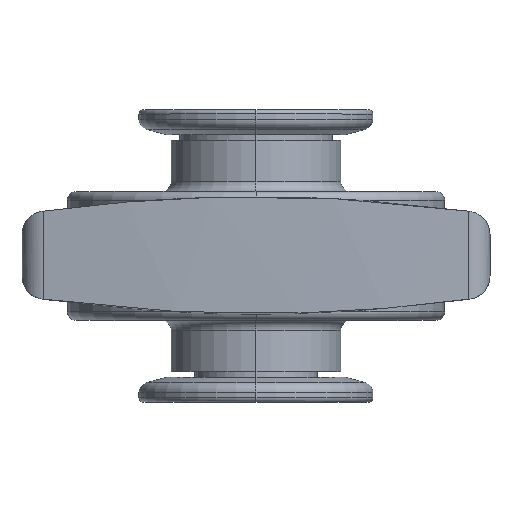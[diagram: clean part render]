
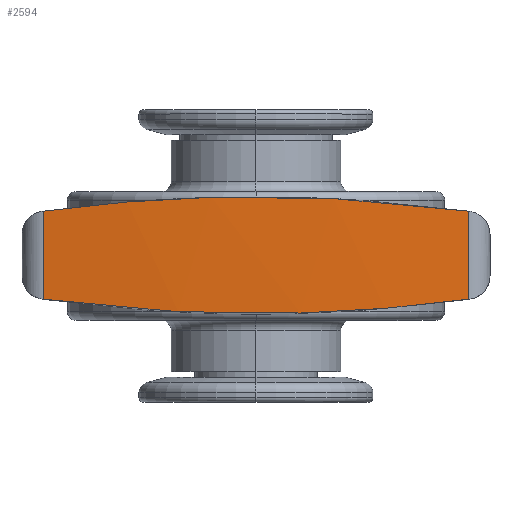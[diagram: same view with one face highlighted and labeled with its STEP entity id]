
A CAD part, top view. The second image highlights one B-rep face of the part: STEP entity #2594.
In plain terms, the highlighted cylindrical face has radius 401 mm (diameter 802 mm), a partial arc.
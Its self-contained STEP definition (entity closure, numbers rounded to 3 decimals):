
#61 = CARTESIAN_POINT ( 'NONE',  ( 51.552, 16.269, 144.818 ) ) ;
#107 = DIRECTION ( 'NONE',  ( 0., 0., -1. ) ) ;
#128 = DIRECTION ( 'NONE',  ( 0., 1., 0. ) ) ;
#170 = CARTESIAN_POINT ( 'NONE',  ( -9.093, -0.222, 145.78 ) ) ;
#177 = CARTESIAN_POINT ( 'NONE',  ( 9.129, -1.255, 146.47 ) ) ;
#204 = CARTESIAN_POINT ( 'NONE',  ( -15.193, 0.404, 145.362 ) ) ;
#422 = CARTESIAN_POINT ( 'NONE',  ( 51.552, 1.222, 144.818 ) ) ;
#447 = AXIS2_PLACEMENT_3D ( 'NONE', #2958, #128, #107 ) ;
#529 = CARTESIAN_POINT ( 'NONE',  ( -9.093, 17.712, 145.78 ) ) ;
#531 = ORIENTED_EDGE ( 'NONE', *, *, #2519, .T. ) ;
#545 = CARTESIAN_POINT ( 'NONE',  ( -21.173, 1.222, 144.818 ) ) ;
#658 = EDGE_CURVE ( 'NONE', #2990, #2545, #930, .T. ) ;
#884 = CARTESIAN_POINT ( 'NONE',  ( 2.987, -1.045, 146.33 ) ) ;
#930 = LINE ( 'NONE', #1953, #2105 ) ;
#990 = CARTESIAN_POINT ( 'NONE',  ( 45.572, 17.087, 145.362 ) ) ;
#998 = VECTOR ( 'NONE', #2881, 1000. ) ;
#1132 = CARTESIAN_POINT ( 'NONE',  ( 27.391, -1.045, 146.33 ) ) ;
#1241 = DIRECTION ( 'NONE',  ( 0., 1., 0. ) ) ;
#1248 = CARTESIAN_POINT ( 'NONE',  ( 51.552, -71.255, 144.818 ) ) ;
#1266 = CARTESIAN_POINT ( 'NONE',  ( 21.25, 18.745, 146.47 ) ) ;
#1394 = EDGE_CURVE ( 'NONE', #2990, #1530, #2743, .T. ) ;
#1530 = VERTEX_POINT ( 'NONE', #3008 ) ;
#1629 = LINE ( 'NONE', #1248, #998 ) ;
#1833 = EDGE_LOOP ( 'NONE', ( #3027, #531, #2296, #2230 ) ) ;
#1926 = CARTESIAN_POINT ( 'NONE',  ( 2.987, 18.536, 146.33 ) ) ;
#1953 = CARTESIAN_POINT ( 'NONE',  ( -21.173, -71.255, 144.818 ) ) ;
#1964 = FACE_OUTER_BOUND ( 'NONE', #1833, .T. ) ;
#1992 = CARTESIAN_POINT ( 'NONE',  ( 51.552, 16.269, 144.818 ) ) ;
#2105 = VECTOR ( 'NONE', #1241, 1000. ) ;
#2153 = CARTESIAN_POINT ( 'NONE',  ( -15.193, 17.087, 145.362 ) ) ;
#2213 = EDGE_CURVE ( 'NONE', #1530, #2302, #1629, .T. ) ;
#2230 = ORIENTED_EDGE ( 'NONE', *, *, #1394, .T. ) ;
#2236 = CARTESIAN_POINT ( 'NONE',  ( -21.173, 16.269, 144.818 ) ) ;
#2296 = ORIENTED_EDGE ( 'NONE', *, *, #658, .F. ) ;
#2301 = CARTESIAN_POINT ( 'NONE',  ( 45.572, 0.404, 145.362 ) ) ;
#2302 = VERTEX_POINT ( 'NONE', #1992 ) ;
#2420 = CARTESIAN_POINT ( 'NONE',  ( 27.391, 18.536, 146.33 ) ) ;
#2519 = EDGE_CURVE ( 'NONE', #2302, #2545, #2690, .T. ) ;
#2529 = CARTESIAN_POINT ( 'NONE',  ( 39.472, -0.222, 145.78 ) ) ;
#2545 = VERTEX_POINT ( 'NONE', #2236 ) ;
#2594 = ADVANCED_FACE ( 'NONE', ( #1964 ), #2652, .T. ) ;
#2635 = CARTESIAN_POINT ( 'NONE',  ( 39.472, 17.712, 145.78 ) ) ;
#2652 = CYLINDRICAL_SURFACE ( 'NONE', #447, 401. ) ;
#2690 = B_SPLINE_CURVE_WITH_KNOTS ( 'NONE', 3,
 ( #61, #990, #2635, #2420, #1266, #2899, #1926, #529, #2153, #2865 ),
 .UNSPECIFIED., .F., .F.,
 ( 4, 2, 2, 2, 4 ),
 ( 0., 0.25, 0.5, 0.75, 1. ),
 .UNSPECIFIED. ) ;
#2743 = B_SPLINE_CURVE_WITH_KNOTS ( 'NONE', 3,
 ( #2999, #204, #170, #884, #177, #2992, #1132, #2529, #2301, #422 ),
 .UNSPECIFIED., .F., .F.,
 ( 4, 2, 2, 2, 4 ),
 ( 0., 0.25, 0.5, 0.75, 1. ),
 .UNSPECIFIED. ) ;
#2865 = CARTESIAN_POINT ( 'NONE',  ( -21.173, 16.269, 144.818 ) ) ;
#2881 = DIRECTION ( 'NONE',  ( 0., 1., 0. ) ) ;
#2899 = CARTESIAN_POINT ( 'NONE',  ( 9.129, 18.745, 146.47 ) ) ;
#2958 = CARTESIAN_POINT ( 'NONE',  ( 15.189, -71.255, -254.53 ) ) ;
#2990 = VERTEX_POINT ( 'NONE', #545 ) ;
#2992 = CARTESIAN_POINT ( 'NONE',  ( 21.25, -1.255, 146.47 ) ) ;
#2999 = CARTESIAN_POINT ( 'NONE',  ( -21.173, 1.222, 144.818 ) ) ;
#3008 = CARTESIAN_POINT ( 'NONE',  ( 51.552, 1.222, 144.818 ) ) ;
#3027 = ORIENTED_EDGE ( 'NONE', *, *, #2213, .T. ) ;
